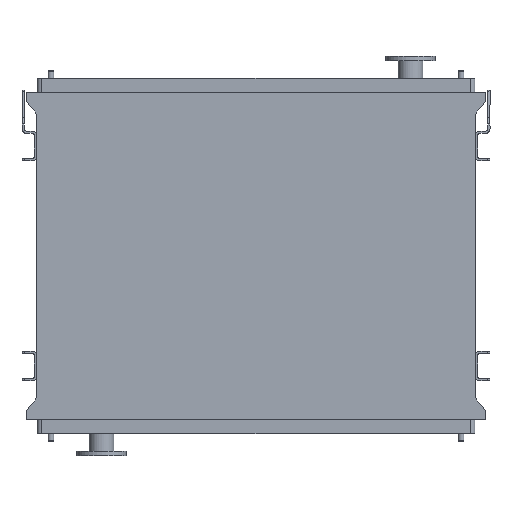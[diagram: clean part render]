
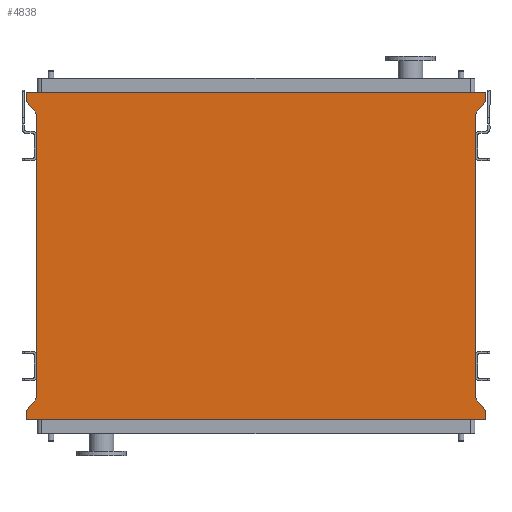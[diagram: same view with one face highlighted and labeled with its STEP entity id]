
A CAD part, front view. The second image highlights one B-rep face of the part: STEP entity #4838.
In plain terms, the highlighted planar face has unit normal (0, -1, 0).
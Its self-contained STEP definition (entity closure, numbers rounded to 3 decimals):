
#63 = EDGE_CURVE ( 'NONE', #910, #13825, #12888, .T. ) ;
#423 = CARTESIAN_POINT ( 'NONE',  ( 965., 0., -1250. ) ) ;
#435 = DIRECTION ( 'NONE',  ( -0.655, 0., 0.755 ) ) ;
#481 = CARTESIAN_POINT ( 'NONE',  ( -965., 0., 0. ) ) ;
#550 = VECTOR ( 'NONE', #1134, 1000. ) ;
#741 = CARTESIAN_POINT ( 'NONE',  ( 1011., 0., 95. ) ) ;
#856 = VERTEX_POINT ( 'NONE', #423 ) ;
#910 = VERTEX_POINT ( 'NONE', #12782 ) ;
#1090 = CARTESIAN_POINT ( 'NONE',  ( -1011., 0., 53. ) ) ;
#1134 = DIRECTION ( 'NONE',  ( 0., 0., 1. ) ) ;
#1189 = DIRECTION ( 'NONE',  ( 0., 0., -1. ) ) ;
#1210 = PLANE ( 'NONE',  #8555 ) ;
#1245 = CARTESIAN_POINT ( 'NONE',  ( -965., 0., -1250. ) ) ;
#1383 = VERTEX_POINT ( 'NONE', #12878 ) ;
#1420 = ORIENTED_EDGE ( 'NONE', *, *, #13722, .F. ) ;
#1688 = DIRECTION ( 'NONE',  ( 0., 0., 1. ) ) ;
#1689 = DIRECTION ( 'NONE',  ( 0., -1., 0. ) ) ;
#1978 = LINE ( 'NONE', #12084, #9583 ) ;
#2385 = ORIENTED_EDGE ( 'NONE', *, *, #15142, .F. ) ;
#2695 = CARTESIAN_POINT ( 'NONE',  ( 965., 0., 0. ) ) ;
#2705 = ORIENTED_EDGE ( 'NONE', *, *, #9810, .T. ) ;
#2996 = DIRECTION ( 'NONE',  ( 0., 0., -1. ) ) ;
#3029 = VECTOR ( 'NONE', #5405, 1000. ) ;
#3045 = VECTOR ( 'NONE', #2996, 1000. ) ;
#3203 = CARTESIAN_POINT ( 'NONE',  ( 1011., 0., 95. ) ) ;
#3608 = LINE ( 'NONE', #8302, #15855 ) ;
#4234 = ORIENTED_EDGE ( 'NONE', *, *, #63, .F. ) ;
#4354 = LINE ( 'NONE', #481, #7702 ) ;
#4360 = VERTEX_POINT ( 'NONE', #12823 ) ;
#4828 = LINE ( 'NONE', #15980, #11225 ) ;
#4838 = ADVANCED_FACE ( 'NONE', ( #6645 ), #1210, .T. ) ;
#4983 = CARTESIAN_POINT ( 'NONE',  ( -1011., 0., -1303. ) ) ;
#5405 = DIRECTION ( 'NONE',  ( 0.655, 0., 0.755 ) ) ;
#5466 = ORIENTED_EDGE ( 'NONE', *, *, #14764, .F. ) ;
#5615 = DIRECTION ( 'NONE',  ( 1., 0., 0. ) ) ;
#5920 = ORIENTED_EDGE ( 'NONE', *, *, #13343, .F. ) ;
#6109 = VERTEX_POINT ( 'NONE', #10243 ) ;
#6503 = DIRECTION ( 'NONE',  ( 0., 0., 1. ) ) ;
#6508 = VERTEX_POINT ( 'NONE', #2695 ) ;
#6581 = CARTESIAN_POINT ( 'NONE',  ( 965., 0., -1250. ) ) ;
#6615 = VECTOR ( 'NONE', #5615, 1000. ) ;
#6645 = FACE_OUTER_BOUND ( 'NONE', #13800, .T. ) ;
#6683 = ORIENTED_EDGE ( 'NONE', *, *, #13867, .F. ) ;
#6692 = CARTESIAN_POINT ( 'NONE',  ( -1011., 0., 95. ) ) ;
#7120 = LINE ( 'NONE', #4983, #3029 ) ;
#7134 = LINE ( 'NONE', #3203, #3045 ) ;
#7506 = CARTESIAN_POINT ( 'NONE',  ( -1011., 0., -1345. ) ) ;
#7702 = VECTOR ( 'NONE', #435, 1000. ) ;
#8189 = DIRECTION ( 'NONE',  ( -0.655, 0., -0.755 ) ) ;
#8302 = CARTESIAN_POINT ( 'NONE',  ( 1011., 0., 53. ) ) ;
#8350 = ORIENTED_EDGE ( 'NONE', *, *, #9151, .F. ) ;
#8555 = AXIS2_PLACEMENT_3D ( 'NONE', #1245, #1689, #1189 ) ;
#8753 = VERTEX_POINT ( 'NONE', #13616 ) ;
#8809 = LINE ( 'NONE', #1090, #550 ) ;
#9151 = EDGE_CURVE ( 'NONE', #856, #6109, #1978, .T. ) ;
#9291 = VERTEX_POINT ( 'NONE', #11300 ) ;
#9307 = ORIENTED_EDGE ( 'NONE', *, *, #14507, .F. ) ;
#9360 = VECTOR ( 'NONE', #14321, 1000. ) ;
#9583 = VECTOR ( 'NONE', #11935, 1000. ) ;
#9810 = EDGE_CURVE ( 'NONE', #856, #6508, #13327, .T. ) ;
#10243 = CARTESIAN_POINT ( 'NONE',  ( 1011., 0., -1303. ) ) ;
#10343 = VECTOR ( 'NONE', #6503, 1000. ) ;
#10630 = CARTESIAN_POINT ( 'NONE',  ( -1011., 0., -1303. ) ) ;
#10656 = CARTESIAN_POINT ( 'NONE',  ( -965., 0., -1250. ) ) ;
#11225 = VECTOR ( 'NONE', #15992, 1000. ) ;
#11300 = CARTESIAN_POINT ( 'NONE',  ( -965., 0., 0. ) ) ;
#11443 = CARTESIAN_POINT ( 'NONE',  ( -1011., 0., -1345. ) ) ;
#11727 = VECTOR ( 'NONE', #13538, 1000. ) ;
#11786 = ORIENTED_EDGE ( 'NONE', *, *, #12435, .F. ) ;
#11935 = DIRECTION ( 'NONE',  ( 0.655, 0., -0.755 ) ) ;
#12084 = CARTESIAN_POINT ( 'NONE',  ( 965., 0., -1250. ) ) ;
#12184 = VERTEX_POINT ( 'NONE', #10656 ) ;
#12435 = EDGE_CURVE ( 'NONE', #4360, #6508, #3608, .T. ) ;
#12560 = VERTEX_POINT ( 'NONE', #7506 ) ;
#12632 = VECTOR ( 'NONE', #1688, 1000. ) ;
#12782 = CARTESIAN_POINT ( 'NONE',  ( -1011., 0., 95. ) ) ;
#12823 = CARTESIAN_POINT ( 'NONE',  ( 1011., 0., 53. ) ) ;
#12878 = CARTESIAN_POINT ( 'NONE',  ( -1011., 0., 53. ) ) ;
#12888 = LINE ( 'NONE', #6692, #6615 ) ;
#13327 = LINE ( 'NONE', #6581, #10343 ) ;
#13343 = EDGE_CURVE ( 'NONE', #13825, #4360, #7134, .T. ) ;
#13400 = ORIENTED_EDGE ( 'NONE', *, *, #14531, .F. ) ;
#13538 = DIRECTION ( 'NONE',  ( 0., 0., -1. ) ) ;
#13616 = CARTESIAN_POINT ( 'NONE',  ( 1011., 0., -1345. ) ) ;
#13621 = CARTESIAN_POINT ( 'NONE',  ( 1011., 0., -1303. ) ) ;
#13722 = EDGE_CURVE ( 'NONE', #1383, #910, #8809, .T. ) ;
#13800 = EDGE_LOOP ( 'NONE', ( #2705, #11786, #5920, #4234, #1420, #6683, #5466, #9307, #13400, #2385, #15642, #8350 ) ) ;
#13825 = VERTEX_POINT ( 'NONE', #741 ) ;
#13867 = EDGE_CURVE ( 'NONE', #9291, #1383, #4354, .T. ) ;
#14206 = VERTEX_POINT ( 'NONE', #10630 ) ;
#14230 = CARTESIAN_POINT ( 'NONE',  ( 1011., 0., -1345. ) ) ;
#14321 = DIRECTION ( 'NONE',  ( -1., 0., 0. ) ) ;
#14507 = EDGE_CURVE ( 'NONE', #14206, #12184, #7120, .T. ) ;
#14531 = EDGE_CURVE ( 'NONE', #12560, #14206, #16086, .T. ) ;
#14558 = LINE ( 'NONE', #13621, #11727 ) ;
#14764 = EDGE_CURVE ( 'NONE', #12184, #9291, #4828, .T. ) ;
#15142 = EDGE_CURVE ( 'NONE', #8753, #12560, #15147, .T. ) ;
#15147 = LINE ( 'NONE', #14230, #9360 ) ;
#15229 = EDGE_CURVE ( 'NONE', #6109, #8753, #14558, .T. ) ;
#15642 = ORIENTED_EDGE ( 'NONE', *, *, #15229, .F. ) ;
#15855 = VECTOR ( 'NONE', #8189, 1000. ) ;
#15980 = CARTESIAN_POINT ( 'NONE',  ( -965., 0., -1250. ) ) ;
#15992 = DIRECTION ( 'NONE',  ( 0., 0., 1. ) ) ;
#16086 = LINE ( 'NONE', #11443, #12632 ) ;
